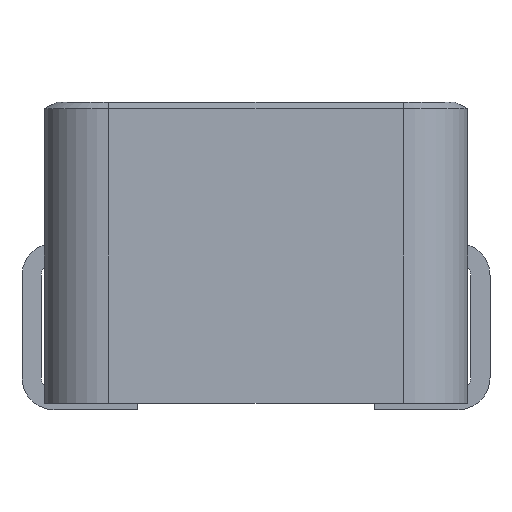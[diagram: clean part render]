
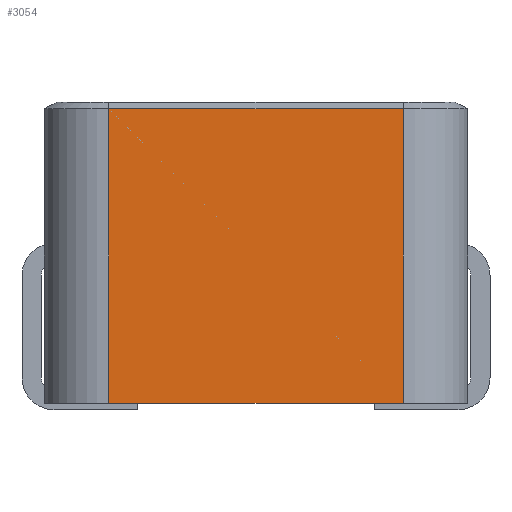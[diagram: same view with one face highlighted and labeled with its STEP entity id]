
A CAD part, front view. The second image highlights one B-rep face of the part: STEP entity #3054.
In plain terms, the highlighted planar face has unit normal (0, -1, 0).
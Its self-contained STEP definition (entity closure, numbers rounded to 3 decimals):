
#2209 = VERTEX_POINT('',#2210);
#2210 = CARTESIAN_POINT('',(-2.3,-3.3,4.7));
#2234 = EDGE_CURVE('',#2235,#2209,#2237,.T.);
#2235 = VERTEX_POINT('',#2236);
#2236 = CARTESIAN_POINT('',(2.3,-3.3,4.7));
#2237 = LINE('',#2238,#2239);
#2238 = CARTESIAN_POINT('',(-2.3,-3.3,4.7));
#2239 = VECTOR('',#2240,1.);
#2240 = DIRECTION('',(-1.,0.,0.));
#3033 = EDGE_CURVE('',#2209,#3034,#3036,.T.);
#3034 = VERTEX_POINT('',#3035);
#3035 = CARTESIAN_POINT('',(-2.3,-3.3,0.1));
#3036 = LINE('',#3037,#3038);
#3037 = CARTESIAN_POINT('',(-2.3,-3.3,4.8));
#3038 = VECTOR('',#3039,1.);
#3039 = DIRECTION('',(0.,0.,-1.));
#3054 = ADVANCED_FACE('',(#3055),#3073,.F.);
#3055 = FACE_BOUND('',#3056,.T.);
#3056 = EDGE_LOOP('',(#3057,#3065,#3066,#3067));
#3057 = ORIENTED_EDGE('',*,*,#3058,.F.);
#3058 = EDGE_CURVE('',#2235,#3059,#3061,.T.);
#3059 = VERTEX_POINT('',#3060);
#3060 = CARTESIAN_POINT('',(2.3,-3.3,0.1));
#3061 = LINE('',#3062,#3063);
#3062 = CARTESIAN_POINT('',(2.3,-3.3,4.8));
#3063 = VECTOR('',#3064,1.);
#3064 = DIRECTION('',(0.,0.,-1.));
#3065 = ORIENTED_EDGE('',*,*,#2234,.T.);
#3066 = ORIENTED_EDGE('',*,*,#3033,.T.);
#3067 = ORIENTED_EDGE('',*,*,#3068,.T.);
#3068 = EDGE_CURVE('',#3034,#3059,#3069,.T.);
#3069 = LINE('',#3070,#3071);
#3070 = CARTESIAN_POINT('',(-3.3,-3.3,0.1));
#3071 = VECTOR('',#3072,1.);
#3072 = DIRECTION('',(1.,0.,0.));
#3073 = PLANE('',#3074);
#3074 = AXIS2_PLACEMENT_3D('',#3075,#3076,#3077);
#3075 = CARTESIAN_POINT('',(-3.3,-3.3,4.8));
#3076 = DIRECTION('',(0.,1.,0.));
#3077 = DIRECTION('',(-1.,0.,0.));
